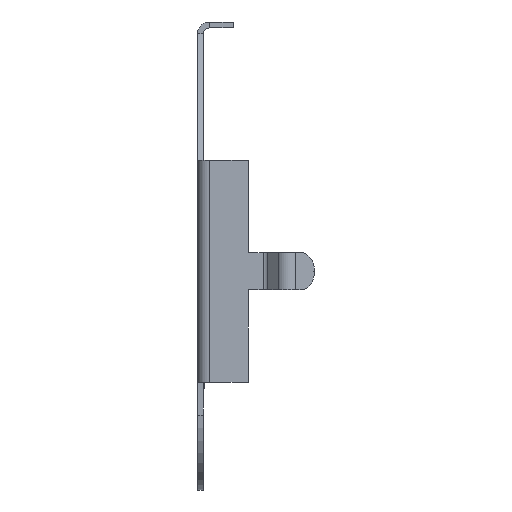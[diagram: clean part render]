
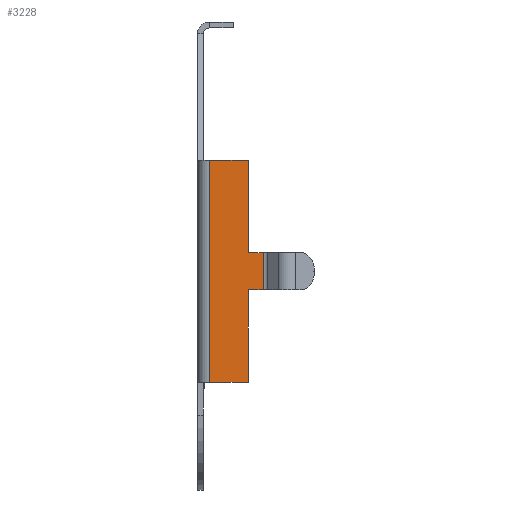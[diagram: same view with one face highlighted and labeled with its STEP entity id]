
A CAD part, left-side view. The second image highlights one B-rep face of the part: STEP entity #3228.
In plain terms, the highlighted planar face has unit normal (-1, 0, 0).
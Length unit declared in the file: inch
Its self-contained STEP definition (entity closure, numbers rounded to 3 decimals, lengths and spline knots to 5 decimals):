
#1055 = CARTESIAN_POINT ( 'NONE',  ( -0.4155, -0.1, -0.3655 ) ) ;
#1348 = DIRECTION ( 'NONE',  ( 0., 0., 1. ) ) ;
#1349 = VECTOR ( 'NONE', #1348, 39.37008 ) ;
#1350 = CARTESIAN_POINT ( 'NONE',  ( -0.4155, -0.01, -0.211 ) ) ;
#1351 = LINE ( 'NONE', #1350, #1349 ) ;
#1359 = CARTESIAN_POINT ( 'NONE',  ( -0.4155, -0.01, -0.211 ) ) ;
#1443 = DIRECTION ( 'NONE',  ( 0., -1., 0. ) ) ;
#1444 = VECTOR ( 'NONE', #1443, 39.37008 ) ;
#1445 = CARTESIAN_POINT ( 'NONE',  ( -0.4155, -0.1, -0.582 ) ) ;
#1446 = LINE ( 'NONE', #1445, #1444 ) ;
#1467 = CARTESIAN_POINT ( 'NONE',  ( -0.4155, -0.01, -0.582 ) ) ;
#1481 = CARTESIAN_POINT ( 'NONE',  ( -0.4155, -0.075, -0.582 ) ) ;
#1526 = DIRECTION ( 'NONE',  ( 0., 0., 1. ) ) ;
#1527 = VECTOR ( 'NONE', #1526, 39.37008 ) ;
#1528 = CARTESIAN_POINT ( 'NONE',  ( -0.4155, -0.075, -0.582 ) ) ;
#1529 = LINE ( 'NONE', #1528, #1527 ) ;
#1577 = CARTESIAN_POINT ( 'NONE',  ( -0.4155, -0.1, -0.3655 ) ) ;
#1578 = DIRECTION ( 'NONE',  ( 0., 0., 1. ) ) ;
#1579 = VECTOR ( 'NONE', #1578, 39.37008 ) ;
#1580 = CARTESIAN_POINT ( 'NONE',  ( -0.4155, -0.075, -0.582 ) ) ;
#1581 = LINE ( 'NONE', #1580, #1579 ) ;
#1621 = LINE ( 'NONE', #1055, #1776 ) ;
#1622 = DIRECTION ( 'NONE',  ( 0., -1., 0. ) ) ;
#1623 = DIRECTION ( 'NONE',  ( 1., 0., 0. ) ) ;
#1624 = CARTESIAN_POINT ( 'NONE',  ( -0.4155, -0.1, -0.582 ) ) ;
#1625 = AXIS2_PLACEMENT_3D ( 'NONE', #1624, #1623, #1622 ) ;
#1626 = PLANE ( 'NONE',  #1625 ) ;
#1627 = FACE_OUTER_BOUND ( 'NONE', #3101, .T. ) ;
#1656 = LINE ( 'NONE', #1680, #1679 ) ;
#1668 = CARTESIAN_POINT ( 'NONE',  ( -0.4155, -0.075, -0.4275 ) ) ;
#1670 = CARTESIAN_POINT ( 'NONE',  ( -0.4155, -0.075, -0.211 ) ) ;
#1671 = CARTESIAN_POINT ( 'NONE',  ( -0.4155, -0.1, -0.4275 ) ) ;
#1673 = DIRECTION ( 'NONE',  ( 0., 1., 0. ) ) ;
#1677 = DIRECTION ( 'NONE',  ( 0., 1., 0. ) ) ;
#1678 = DIRECTION ( 'NONE',  ( 0., 0., 1. ) ) ;
#1679 = VECTOR ( 'NONE', #1678, 39.37008 ) ;
#1680 = CARTESIAN_POINT ( 'NONE',  ( -0.4155, -0.1, -0.582 ) ) ;
#1696 = CARTESIAN_POINT ( 'NONE',  ( -0.4155, -0.075, -0.3655 ) ) ;
#1714 = LINE ( 'NONE', #1671, #1721 ) ;
#1720 = DIRECTION ( 'NONE',  ( 0., -1., 0. ) ) ;
#1721 = VECTOR ( 'NONE', #1720, 39.37008 ) ;
#1722 = CARTESIAN_POINT ( 'NONE',  ( -0.4155, -0.1, -0.4275 ) ) ;
#1729 = VECTOR ( 'NONE', #1673, 39.37008 ) ;
#1730 = CARTESIAN_POINT ( 'NONE',  ( -0.4155, -0.1, -0.211 ) ) ;
#1731 = LINE ( 'NONE', #1730, #1729 ) ;
#1776 = VECTOR ( 'NONE', #1677, 39.37008 ) ;
#3083 = VERTEX_POINT ( 'NONE', #1467 ) ;
#3084 = VERTEX_POINT ( 'NONE', #1359 ) ;
#3101 = EDGE_LOOP ( 'NONE', ( #3223, #3225, #3226, #3240, #3242, #3244, #3192, #3197 ) ) ;
#3103 = EDGE_CURVE ( 'NONE', #3083, #3123, #1446, .T. ) ;
#3114 = EDGE_CURVE ( 'NONE', #3083, #3084, #1351, .T. ) ;
#3123 = VERTEX_POINT ( 'NONE', #1481 ) ;
#3192 = ORIENTED_EDGE ( 'NONE', *, *, #3210, .T. ) ;
#3197 = ORIENTED_EDGE ( 'NONE', *, *, #3246, .T. ) ;
#3210 = EDGE_CURVE ( 'NONE', #3237, #3234, #1529, .T. ) ;
#3222 = EDGE_CURVE ( 'NONE', #3123, #3236, #1581, .T. ) ;
#3223 = ORIENTED_EDGE ( 'NONE', *, *, #3114, .F. ) ;
#3224 = VERTEX_POINT ( 'NONE', #1577 ) ;
#3225 = ORIENTED_EDGE ( 'NONE', *, *, #3103, .T. ) ;
#3226 = ORIENTED_EDGE ( 'NONE', *, *, #3222, .T. ) ;
#3228 = ADVANCED_FACE ( 'NONE', ( #1627 ), #1626, .F. ) ;
#3233 = EDGE_CURVE ( 'NONE', #3224, #3237, #1621, .T. ) ;
#3234 = VERTEX_POINT ( 'NONE', #1670 ) ;
#3236 = VERTEX_POINT ( 'NONE', #1668 ) ;
#3237 = VERTEX_POINT ( 'NONE', #1696 ) ;
#3239 = VERTEX_POINT ( 'NONE', #1722 ) ;
#3240 = ORIENTED_EDGE ( 'NONE', *, *, #3241, .T. ) ;
#3241 = EDGE_CURVE ( 'NONE', #3236, #3239, #1714, .T. ) ;
#3242 = ORIENTED_EDGE ( 'NONE', *, *, #3243, .T. ) ;
#3243 = EDGE_CURVE ( 'NONE', #3239, #3224, #1656, .T. ) ;
#3244 = ORIENTED_EDGE ( 'NONE', *, *, #3233, .T. ) ;
#3246 = EDGE_CURVE ( 'NONE', #3234, #3084, #1731, .T. ) ;
